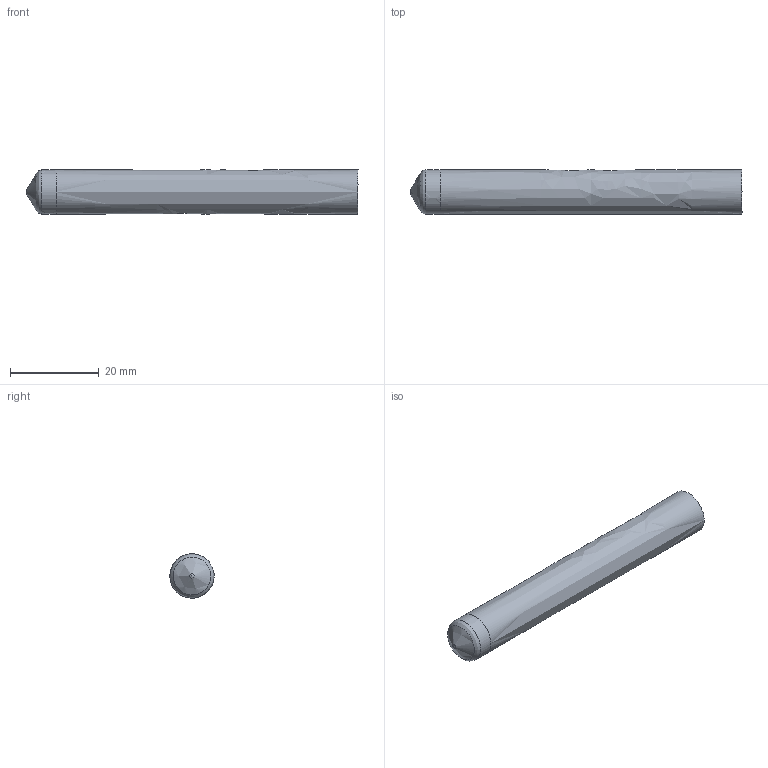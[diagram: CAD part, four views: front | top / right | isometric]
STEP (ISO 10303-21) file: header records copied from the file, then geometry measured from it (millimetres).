
FILE_DESCRIPTION ((), '1');
FILE_NAME ('5AXFC101020-AX.STP', '2022-07-25T14:40:37', ('Unknown'), ('M.A. Ford Europe'), 'OneCNC-XR8 Mill 3D Expert', 'OneCNC-XR8 Mill 3D Expert', '');
FILE_SCHEMA (('CONFIG_CONTROL_DESIGN'));
Length unit declared in the file: millimetre
Bounding box: 75 x 10 x 9.99 mm (x, y, z)
Volume: 5748.5 mm3; surface area: 2434.3 mm2
Topology: 1 solids, 1 shells, 6 faces, 17 edges, 15 vertices
Faces by surface type: bspline 6
Entity records: 372 total; most frequent: CARTESIAN_POINT 206, ORIENTED_EDGE 22, EDGE_CURVE 11, B_SPLINE_CURVE_WITH_KNOTS 10, PERSON 8, ORGANIZATION 8, PERSON_AND_ORGANIZATION 8, VERTEX_POINT 7
